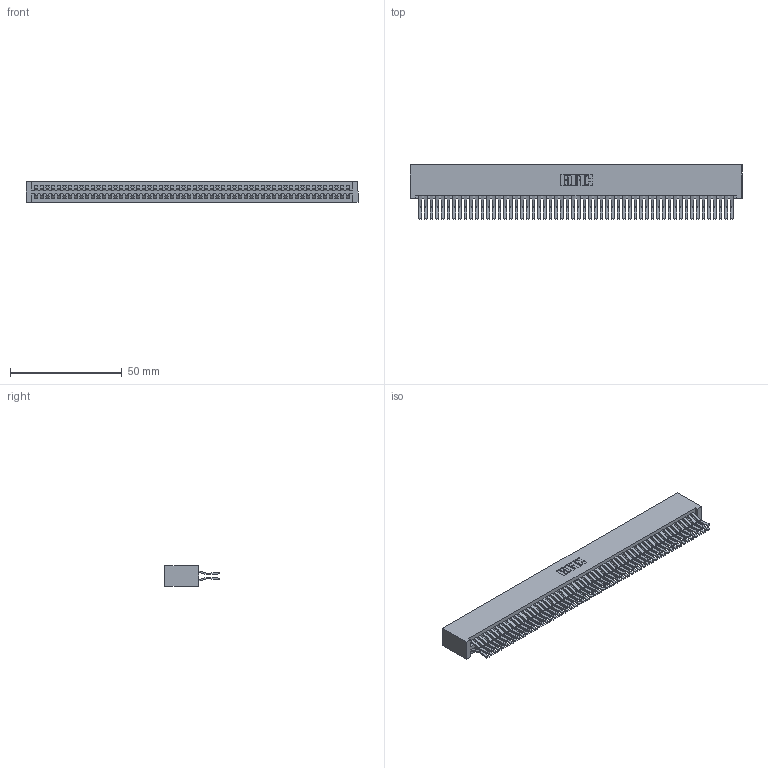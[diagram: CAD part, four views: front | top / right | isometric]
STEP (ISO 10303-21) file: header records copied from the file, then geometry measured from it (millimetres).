
FILE_DESCRIPTION (( 'STEP AP203' ), '1' );
FILE_NAME ('395-112-560-201.STEP', '2018-12-01T12:59:56', ( '' ), ( '' ), 'SwSTEP 2.0', 'SolidWorks 2016', '' );
FILE_SCHEMA (( 'CONFIG_CONTROL_DESIGN' ));
Length unit declared in the file: inch
Products named in the file (3): 395-112-560-201; 345-292-001_560 Tail; 345 Part_No Mounting Lugs
Assembly tree (113 placements, depth 2):
  395-112-560-201
    345 Part_No Mounting Lugs
    345-292-001_560 Tail  x112
Bounding box: 148.84 x 24.45 x 9.4 mm (x, y, z)
Volume: 15938.8 mm3; surface area: 26022.8 mm2
Topology: 113 solids, 113 shells, 5942 faces, 17677 edges, 11634 vertices
Faces by surface type: plane 3772, cylinder 2170
Entity records: 41865 total; most frequent: CARTESIAN_POINT 7004, ORIENTED_EDGE 6938, DIRECTION 6157, EDGE_CURVE 3469, LINE 3117, VECTOR 3117, VERTEX_POINT 2310, AXIS2_PLACEMENT_3D 1520
